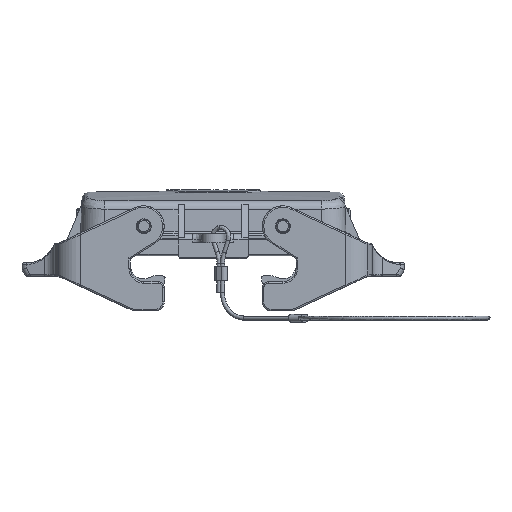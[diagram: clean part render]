
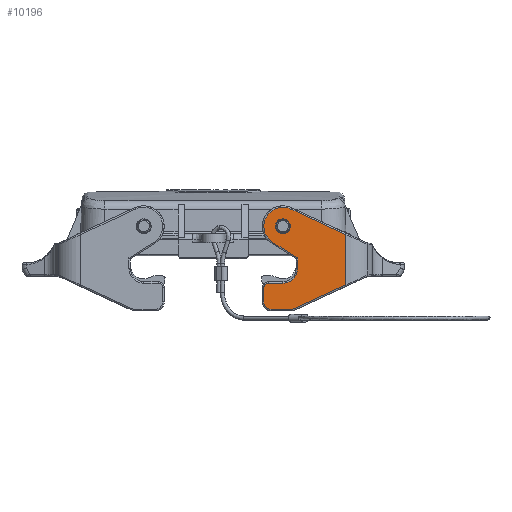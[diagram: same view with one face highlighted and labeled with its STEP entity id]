
A CAD part, front view. The second image highlights one B-rep face of the part: STEP entity #10196.
In plain terms, the highlighted planar face has unit normal (0, -1, 0).
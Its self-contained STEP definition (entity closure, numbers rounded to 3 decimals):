
#5397=PLANE('',#25042);
#7629=LINE('',#42473,#9069);
#7630=LINE('',#42476,#9070);
#7631=LINE('',#42478,#9071);
#7632=LINE('',#42482,#9072);
#7633=LINE('',#42484,#9073);
#7634=LINE('',#42488,#9074);
#7635=LINE('',#42492,#9075);
#7636=LINE('',#42496,#9076);
#9069=VECTOR('',#29168,1.);
#9070=VECTOR('',#29169,1.);
#9071=VECTOR('',#29170,1.);
#9072=VECTOR('',#29173,1.);
#9073=VECTOR('',#29174,1.);
#9074=VECTOR('',#29177,1.);
#9075=VECTOR('',#29180,1.);
#9076=VECTOR('',#29183,1.);
#10196=ADVANCED_FACE('',(#10873,#10874),#5397,.F.);
#10873=FACE_BOUND('',#11852,.T.);
#10874=FACE_BOUND('',#11853,.T.);
#11852=EDGE_LOOP('',(#16301,#16302,#16303,#16304,#16305,#16306,#16307,#16308,
#16309,#16310,#16311,#16312,#16313));
#11853=EDGE_LOOP('',(#16314));
#16301=ORIENTED_EDGE('',*,*,#21288,.T.);
#16302=ORIENTED_EDGE('',*,*,#21289,.T.);
#16303=ORIENTED_EDGE('',*,*,#21290,.T.);
#16304=ORIENTED_EDGE('',*,*,#21291,.T.);
#16305=ORIENTED_EDGE('',*,*,#21292,.T.);
#16306=ORIENTED_EDGE('',*,*,#21293,.T.);
#16307=ORIENTED_EDGE('',*,*,#21294,.T.);
#16308=ORIENTED_EDGE('',*,*,#21295,.T.);
#16309=ORIENTED_EDGE('',*,*,#21296,.T.);
#16310=ORIENTED_EDGE('',*,*,#21297,.T.);
#16311=ORIENTED_EDGE('',*,*,#21298,.T.);
#16312=ORIENTED_EDGE('',*,*,#21299,.T.);
#16313=ORIENTED_EDGE('',*,*,#21300,.T.);
#16314=ORIENTED_EDGE('',*,*,#21235,.F.);
#18814=VERTEX_POINT('',#42362);
#18852=VERTEX_POINT('',#42474);
#18853=VERTEX_POINT('',#42475);
#18854=VERTEX_POINT('',#42477);
#18855=VERTEX_POINT('',#42479);
#18856=VERTEX_POINT('',#42481);
#18857=VERTEX_POINT('',#42483);
#18858=VERTEX_POINT('',#42485);
#18859=VERTEX_POINT('',#42487);
#18860=VERTEX_POINT('',#42489);
#18861=VERTEX_POINT('',#42491);
#18862=VERTEX_POINT('',#42493);
#18863=VERTEX_POINT('',#42495);
#18864=VERTEX_POINT('',#42497);
#21235=EDGE_CURVE('',#18814,#18814,#22263,.T.);
#21288=EDGE_CURVE('',#18852,#18853,#7629,.T.);
#21289=EDGE_CURVE('',#18853,#18854,#7630,.T.);
#21290=EDGE_CURVE('',#18854,#18855,#7631,.T.);
#21291=EDGE_CURVE('',#18855,#18856,#22278,.T.);
#21292=EDGE_CURVE('',#18856,#18857,#7632,.T.);
#21293=EDGE_CURVE('',#18857,#18858,#7633,.T.);
#21294=EDGE_CURVE('',#18858,#18859,#22279,.T.);
#21295=EDGE_CURVE('',#18859,#18860,#7634,.T.);
#21296=EDGE_CURVE('',#18860,#18861,#22280,.T.);
#21297=EDGE_CURVE('',#18861,#18862,#7635,.T.);
#21298=EDGE_CURVE('',#18862,#18863,#22281,.T.);
#21299=EDGE_CURVE('',#18863,#18864,#7636,.T.);
#21300=EDGE_CURVE('',#18864,#18852,#22282,.T.);
#22263=CIRCLE('',#25009,2.55);
#22278=CIRCLE('',#25037,6.5);
#22279=CIRCLE('',#25038,5.);
#22280=CIRCLE('',#25039,1.5);
#22281=CIRCLE('',#25040,2.5);
#22282=CIRCLE('',#25041,2.5);
#25009=AXIS2_PLACEMENT_3D('',#42361,#29076,#29077);
#25037=AXIS2_PLACEMENT_3D('',#42480,#29171,#29172);
#25038=AXIS2_PLACEMENT_3D('',#42486,#29175,#29176);
#25039=AXIS2_PLACEMENT_3D('',#42490,#29178,#29179);
#25040=AXIS2_PLACEMENT_3D('',#42494,#29181,#29182);
#25041=AXIS2_PLACEMENT_3D('',#42498,#29184,#29185);
#25042=AXIS2_PLACEMENT_3D('',#42499,#29186,#29187);
#29076=DIRECTION('',(0.,-1.,0.));
#29077=DIRECTION('',(-1.,0.,0.));
#29168=DIRECTION('',(0.906,0.,0.423));
#29169=DIRECTION('',(0.,0.,1.));
#29170=DIRECTION('',(-0.906,0.,0.423));
#29171=DIRECTION('',(0.,-1.,0.));
#29172=DIRECTION('',(1.,0.,0.));
#29173=DIRECTION('',(0.848,0.,-0.53));
#29174=DIRECTION('',(0.,0.,-1.));
#29175=DIRECTION('',(0.,1.,0.));
#29176=DIRECTION('',(1.,0.,0.));
#29177=DIRECTION('',(-1.,0.,0.));
#29178=DIRECTION('',(0.,-1.,0.));
#29179=DIRECTION('',(1.,0.,0.));
#29180=DIRECTION('',(0.,0.,-1.));
#29181=DIRECTION('',(0.,-1.,0.));
#29182=DIRECTION('',(1.,0.,0.));
#29183=DIRECTION('',(1.,0.,0.));
#29184=DIRECTION('',(0.,-1.,0.));
#29185=DIRECTION('',(1.,0.,0.));
#29186=DIRECTION('',(0.,1.,0.));
#29187=DIRECTION('',(1.,0.,0.));
#42361=CARTESIAN_POINT('',(23.75,-47.25,4.3));
#42362=CARTESIAN_POINT('',(21.2,-47.25,4.3));
#42473=CARTESIAN_POINT('',(29.714,-47.25,-22.891));
#42474=CARTESIAN_POINT('',(27.838,-47.25,-23.766));
#42475=CARTESIAN_POINT('',(45.25,-47.25,-15.646));
#42476=CARTESIAN_POINT('',(45.25,-47.25,-32.1));
#42477=CARTESIAN_POINT('',(45.25,-47.25,1.446));
#42478=CARTESIAN_POINT('',(32.013,-47.25,7.619));
#42479=CARTESIAN_POINT('',(26.497,-47.25,10.191));
#42480=CARTESIAN_POINT('',(23.75,-47.25,4.3));
#42481=CARTESIAN_POINT('',(20.306,-47.25,-1.212));
#42482=CARTESIAN_POINT('',(26.777,-47.25,-5.256));
#42483=CARTESIAN_POINT('',(28.75,-47.25,-6.489));
#42484=CARTESIAN_POINT('',(28.75,-47.25,-10.1));
#42485=CARTESIAN_POINT('',(28.75,-47.25,-10.1));
#42486=CARTESIAN_POINT('',(23.75,-47.25,-10.1));
#42487=CARTESIAN_POINT('',(23.75,-47.25,-15.1));
#42488=CARTESIAN_POINT('',(23.75,-47.25,-15.1));
#42489=CARTESIAN_POINT('',(18.75,-47.25,-15.1));
#42490=CARTESIAN_POINT('',(18.75,-47.25,-16.6));
#42491=CARTESIAN_POINT('',(17.25,-47.25,-16.6));
#42492=CARTESIAN_POINT('',(17.25,-47.25,-10.1));
#42493=CARTESIAN_POINT('',(17.25,-47.25,-21.5));
#42494=CARTESIAN_POINT('',(19.75,-47.25,-21.5));
#42495=CARTESIAN_POINT('',(19.75,-47.25,-24.));
#42496=CARTESIAN_POINT('',(23.75,-47.25,-24.));
#42497=CARTESIAN_POINT('',(26.781,-47.25,-24.));
#42498=CARTESIAN_POINT('',(26.781,-47.25,-21.5));
#42499=CARTESIAN_POINT('',(23.75,-47.25,-10.1));
